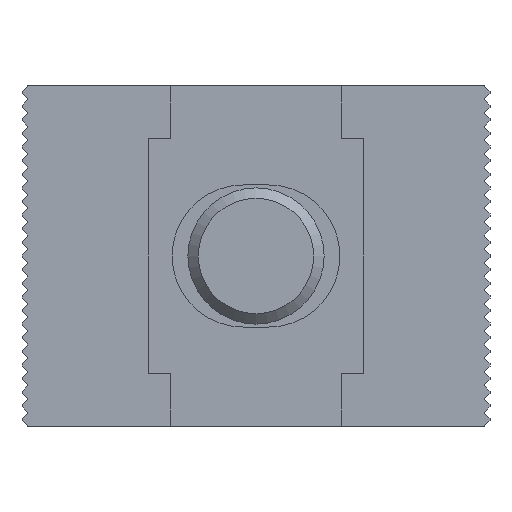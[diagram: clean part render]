
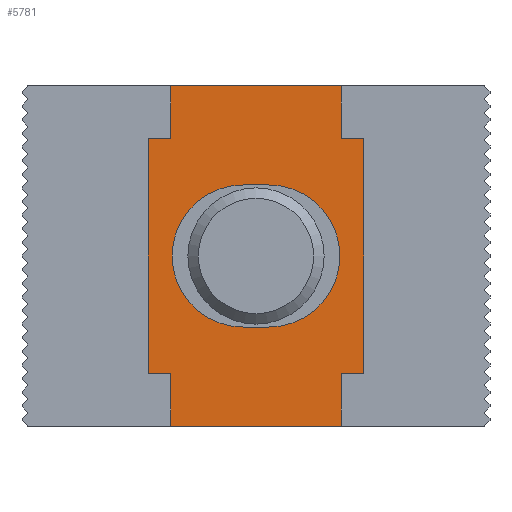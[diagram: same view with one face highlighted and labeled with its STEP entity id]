
A CAD part, front view. The second image highlights one B-rep face of the part: STEP entity #5781.
In plain terms, the highlighted planar face has unit normal (0, -1, 0).
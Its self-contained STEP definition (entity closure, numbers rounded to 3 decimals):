
#5781 = ADVANCED_FACE( '', ( #11710, #11711 ), #11712, .F. );
#11710 = FACE_BOUND( '', #17820, .T. );
#11711 = FACE_OUTER_BOUND( '', #17821, .T. );
#11712 = PLANE( '', #17822 );
#17820 = EDGE_LOOP( '', ( #36339, #36340, #36341, #36342 ) );
#17821 = EDGE_LOOP( '', ( #36343, #36344, #36345, #36346, #36347, #36348, #36349, #36350, #36351, #36352, #36353, #36354 ) );
#17822 = AXIS2_PLACEMENT_3D( '', #36355, #36356, #36357 );
#36339 = ORIENTED_EDGE( '', *, *, #43282, .T. );
#36340 = ORIENTED_EDGE( '', *, *, #45443, .T. );
#36341 = ORIENTED_EDGE( '', *, *, #41618, .T. );
#36342 = ORIENTED_EDGE( '', *, *, #45897, .T. );
#36343 = ORIENTED_EDGE( '', *, *, #39888, .T. );
#36344 = ORIENTED_EDGE( '', *, *, #45753, .F. );
#36345 = ORIENTED_EDGE( '', *, *, #43619, .T. );
#36346 = ORIENTED_EDGE( '', *, *, #45544, .T. );
#36347 = ORIENTED_EDGE( '', *, *, #39894, .T. );
#36348 = ORIENTED_EDGE( '', *, *, #44179, .F. );
#36349 = ORIENTED_EDGE( '', *, *, #44581, .F. );
#36350 = ORIENTED_EDGE( '', *, *, #38957, .F. );
#36351 = ORIENTED_EDGE( '', *, *, #43505, .F. );
#36352 = ORIENTED_EDGE( '', *, *, #39559, .T. );
#36353 = ORIENTED_EDGE( '', *, *, #44580, .F. );
#36354 = ORIENTED_EDGE( '', *, *, #45288, .T. );
#36355 = CARTESIAN_POINT( '', ( -16.493, 0., 20. ) );
#36356 = DIRECTION( '', ( 0., 1., 0. ) );
#36357 = DIRECTION( '', ( 0., 0., 1. ) );
#38957 = EDGE_CURVE( '', #47474, #47476, #47477, .T. );
#39559 = EDGE_CURVE( '', #48522, #48519, #48523, .T. );
#39888 = EDGE_CURVE( '', #49100, #49098, #49101, .T. );
#39894 = EDGE_CURVE( '', #49110, #49108, #49111, .T. );
#41618 = EDGE_CURVE( '', #52020, #52022, #52024, .T. );
#43282 = EDGE_CURVE( '', #54493, #54495, #54497, .T. );
#43505 = EDGE_CURVE( '', #48522, #47474, #54811, .T. );
#43619 = EDGE_CURVE( '', #54966, #54967, #54968, .T. );
#44179 = EDGE_CURVE( '', #55717, #49108, #55718, .T. );
#44580 = EDGE_CURVE( '', #56212, #48519, #56214, .T. );
#44581 = EDGE_CURVE( '', #47476, #55717, #56215, .T. );
#45288 = EDGE_CURVE( '', #56212, #49100, #57071, .T. );
#45443 = EDGE_CURVE( '', #54495, #52020, #57249, .T. );
#45544 = EDGE_CURVE( '', #54967, #49110, #57362, .T. );
#45753 = EDGE_CURVE( '', #54966, #49098, #57586, .T. );
#45897 = EDGE_CURVE( '', #52022, #54493, #57743, .T. );
#47474 = VERTEX_POINT( '', #59935 );
#47476 = VERTEX_POINT( '', #59938 );
#47477 = LINE( '', #59939, #59940 );
#48519 = VERTEX_POINT( '', #61463 );
#48522 = VERTEX_POINT( '', #61467 );
#48523 = LINE( '', #61468, #61469 );
#49098 = VERTEX_POINT( '', #62326 );
#49100 = VERTEX_POINT( '', #62329 );
#49101 = LINE( '', #62330, #62331 );
#49108 = VERTEX_POINT( '', #62342 );
#49110 = VERTEX_POINT( '', #62345 );
#49111 = LINE( '', #62346, #62347 );
#52020 = VERTEX_POINT( '', #66713 );
#52022 = VERTEX_POINT( '', #66716 );
#52024 = LINE( '', #66719, #66720 );
#54493 = VERTEX_POINT( '', #70481 );
#54495 = VERTEX_POINT( '', #70484 );
#54497 = LINE( '', #70487, #70488 );
#54811 = LINE( '', #70967, #70968 );
#54966 = VERTEX_POINT( '', #71208 );
#54967 = VERTEX_POINT( '', #71209 );
#54968 = LINE( '', #71210, #71211 );
#55717 = VERTEX_POINT( '', #72363 );
#55718 = LINE( '', #72364, #72365 );
#56212 = VERTEX_POINT( '', #73116 );
#56214 = LINE( '', #73119, #73120 );
#56215 = LINE( '', #73121, #73122 );
#57071 = LINE( '', #74411, #74412 );
#57249 = CIRCLE( '', #74675, 8.35 );
#57362 = LINE( '', #74830, #74831 );
#57586 = LINE( '', #75168, #75169 );
#57743 = CIRCLE( '', #75396, 8.35 );
#59935 = CARTESIAN_POINT( '', ( 13.619, 0., 20. ) );
#59938 = CARTESIAN_POINT( '', ( 13.619, 0., 13.8 ) );
#59939 = CARTESIAN_POINT( '', ( 13.619, 0., 20. ) );
#59940 = VECTOR( '', #76342, 1000. );
#61463 = CARTESIAN_POINT( '', ( -13.619, 0., 13.8 ) );
#61467 = CARTESIAN_POINT( '', ( -13.619, 0., 20. ) );
#61468 = CARTESIAN_POINT( '', ( -13.619, 0., 20. ) );
#61469 = VECTOR( '', #76843, 1000. );
#62326 = CARTESIAN_POINT( '', ( -13.619, 0., -13.8 ) );
#62329 = CARTESIAN_POINT( '', ( -16.493, 0., -13.8 ) );
#62330 = CARTESIAN_POINT( '', ( -24.5, 0., -13.8 ) );
#62331 = VECTOR( '', #77130, 1000. );
#62342 = CARTESIAN_POINT( '', ( 16.493, 0., -13.8 ) );
#62345 = CARTESIAN_POINT( '', ( 13.619, 0., -13.8 ) );
#62346 = CARTESIAN_POINT( '', ( 13.619, 0., -13.8 ) );
#62347 = VECTOR( '', #77136, 1000. );
#66713 = CARTESIAN_POINT( '', ( -1.5, 0., 8.35 ) );
#66716 = CARTESIAN_POINT( '', ( 1.5, 0., 8.35 ) );
#66719 = CARTESIAN_POINT( '', ( -1.5, 0., 8.35 ) );
#66720 = VECTOR( '', #78614, 1000. );
#70481 = CARTESIAN_POINT( '', ( 1.5, 0., -8.35 ) );
#70484 = CARTESIAN_POINT( '', ( -1.5, 0., -8.35 ) );
#70487 = CARTESIAN_POINT( '', ( 1.5, 0., -8.35 ) );
#70488 = VECTOR( '', #79927, 1000. );
#70967 = CARTESIAN_POINT( '', ( -16.493, 0., 20. ) );
#70968 = VECTOR( '', #80096, 1000. );
#71208 = CARTESIAN_POINT( '', ( -13.619, 0., -20. ) );
#71209 = CARTESIAN_POINT( '', ( 13.619, 0., -20. ) );
#71210 = CARTESIAN_POINT( '', ( -16.493, 0., -20. ) );
#71211 = VECTOR( '', #80182, 1000. );
#72363 = CARTESIAN_POINT( '', ( 16.493, 0., 13.8 ) );
#72364 = CARTESIAN_POINT( '', ( 16.493, 0., 20. ) );
#72365 = VECTOR( '', #80589, 1000. );
#73116 = CARTESIAN_POINT( '', ( -16.493, 0., 13.8 ) );
#73119 = CARTESIAN_POINT( '', ( -24.5, 0., 13.8 ) );
#73120 = VECTOR( '', #80857, 1000. );
#73121 = CARTESIAN_POINT( '', ( 13.619, 0., 13.8 ) );
#73122 = VECTOR( '', #80858, 1000. );
#74411 = CARTESIAN_POINT( '', ( -16.493, 0., 20. ) );
#74412 = VECTOR( '', #81310, 1000. );
#74675 = AXIS2_PLACEMENT_3D( '', #81399, #81400, #81401 );
#74830 = CARTESIAN_POINT( '', ( 13.619, 0., -20. ) );
#74831 = VECTOR( '', #81450, 1000. );
#75168 = CARTESIAN_POINT( '', ( -13.619, 0., -20. ) );
#75169 = VECTOR( '', #81567, 1000. );
#75396 = AXIS2_PLACEMENT_3D( '', #81638, #81639, #81640 );
#76342 = DIRECTION( '', ( 0., 0., -1. ) );
#76843 = DIRECTION( '', ( 0., 0., -1. ) );
#77130 = DIRECTION( '', ( 1., 0., 0. ) );
#77136 = DIRECTION( '', ( 1., 0., 0. ) );
#78614 = DIRECTION( '', ( 1., 0., 0. ) );
#79927 = DIRECTION( '', ( -1., 0., 0. ) );
#80096 = DIRECTION( '', ( 1., 0., 0. ) );
#80182 = DIRECTION( '', ( 1., 0., 0. ) );
#80589 = DIRECTION( '', ( 0., 0., -1. ) );
#80857 = DIRECTION( '', ( 1., 0., 0. ) );
#80858 = DIRECTION( '', ( 1., 0., 0. ) );
#81310 = DIRECTION( '', ( 0., 0., -1. ) );
#81399 = CARTESIAN_POINT( '', ( -1.5, 0., 0. ) );
#81400 = DIRECTION( '', ( 0., 1., 0. ) );
#81401 = DIRECTION( '', ( 1., 0., 0. ) );
#81450 = DIRECTION( '', ( 0., 0., 1. ) );
#81567 = DIRECTION( '', ( 0., 0., 1. ) );
#81638 = CARTESIAN_POINT( '', ( 1.5, 0., 0. ) );
#81639 = DIRECTION( '', ( 0., 1., 0. ) );
#81640 = DIRECTION( '', ( 1., 0., 0. ) );
